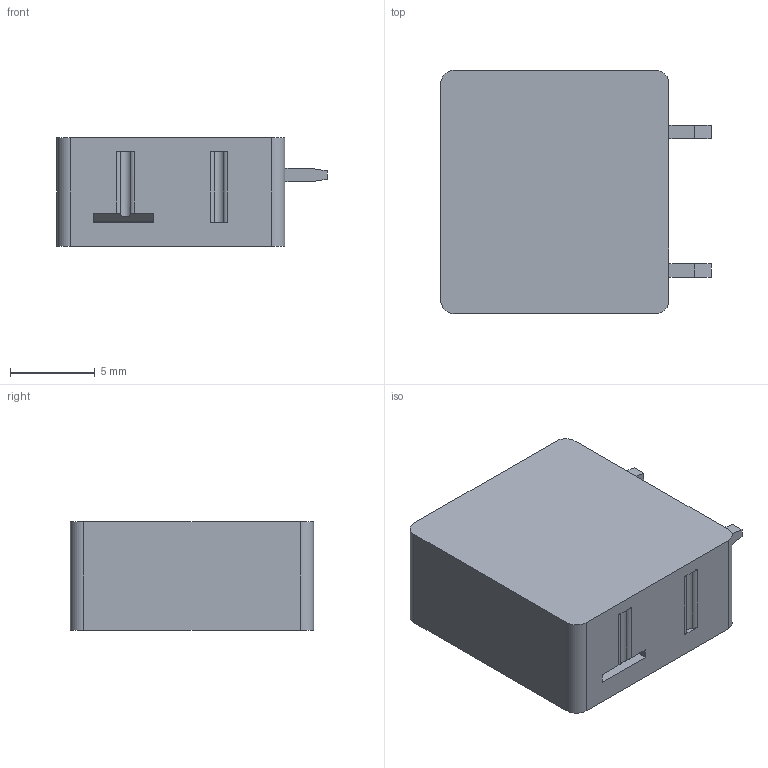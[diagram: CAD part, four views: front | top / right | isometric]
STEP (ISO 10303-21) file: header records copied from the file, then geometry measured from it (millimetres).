
FILE_DESCRIPTION((''),'2;1');
FILE_NAME('PRT0010','2024-09-23T',('sj'),(''),'PRO/ENGINEER BY PARAMETRIC TECHNOLOGY CORPORATION, 2013240','PRO/ENGINEER BY PARAMETRIC TECHNOLOGY CORPORATION, 2013240','');
FILE_SCHEMA(('AUTOMOTIVE_DESIGN_CC2 { 1 2 10303 214 -1 1 5 2 }'));
Length unit declared in the file: millimetre
Products named in the file (1): PRT0010
Bounding box: 16 x 14.4 x 6.4 mm (x, y, z)
Volume: 1194.5 mm3; surface area: 801.7 mm2
Topology: 1 solids, 1 shells, 65 faces, 159 edges, 102 vertices
Faces by surface type: plane 37, cylinder 20, torus 4, cone 2, bspline 2
Entity records: 2050 total; most frequent: CARTESIAN_POINT 486, ORIENTED_EDGE 318, DIRECTION 315, EDGE_CURVE 159, AXIS2_PLACEMENT_3D 106, VECTOR 103, LINE 103, VERTEX_POINT 102
